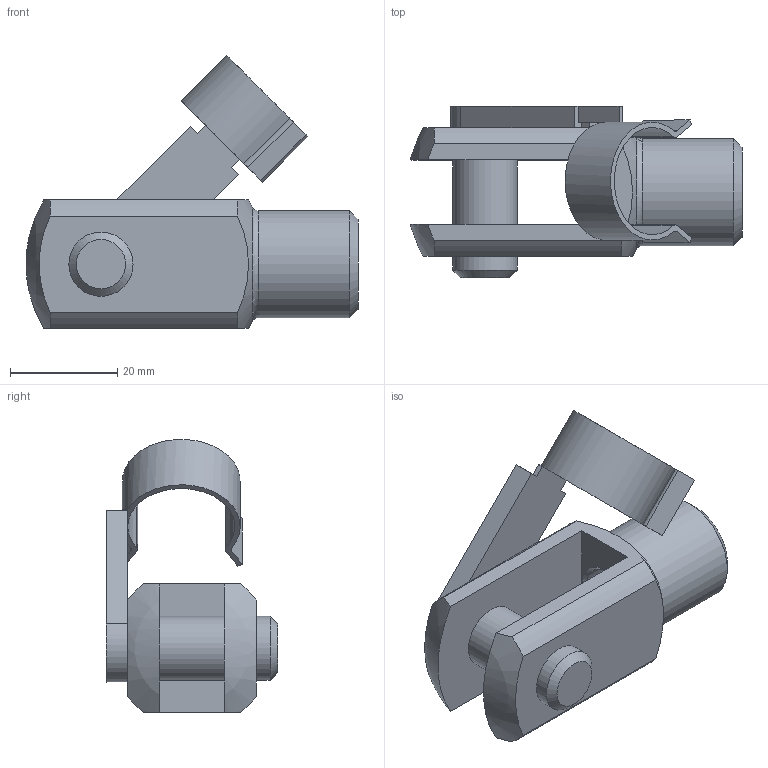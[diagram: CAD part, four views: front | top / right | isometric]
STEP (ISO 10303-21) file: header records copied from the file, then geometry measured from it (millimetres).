
FILE_DESCRIPTION( ( 'STEP AP214' ), '1' );
FILE_NAME( 'K0731.12124.stp', '2020-12-09T14:46:58', ( '' ), ( '' ), ' ', 'PARTsolutions', ' ' );
FILE_SCHEMA( ( 'AUTOMOTIVE_DESIGN { 1 0 10303 214 1 1 1 1 }' ) );
Length unit declared in the file: millimetre
Products named in the file (1): _K0731.12124
Bounding box: 62 x 32 x 50.98 mm (x, y, z)
Volume: 19193.3 mm3; surface area: 10327.6 mm2
Topology: 1 solids, 1 shells, 69 faces, 176 edges, 114 vertices
Faces by surface type: plane 42, cylinder 19, cone 4, sphere 3, torus 1
Full cylindrical faces by diameter (mm): 8 x1, 8.8 x1, 10.647 x1, 12 x3, 20 x1
Entity records: 2575 total; most frequent: DIRECTION 361, CARTESIAN_POINT 341, ORIENTED_EDGE 320, EDGE_CURVE 160, AXIS2_PLACEMENT_3D 131, VERTEX_POINT 111, LINE 99, VECTOR 99
